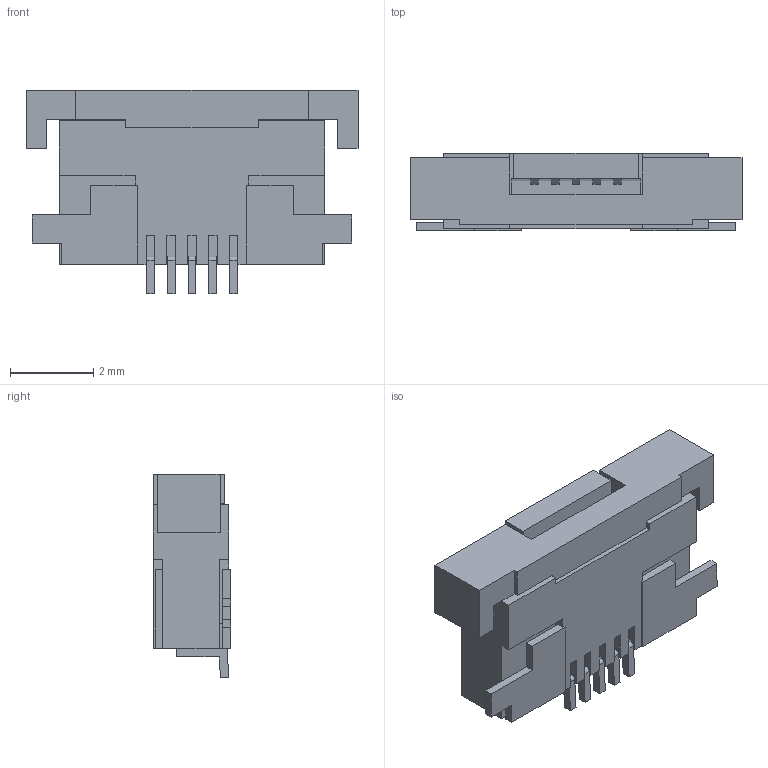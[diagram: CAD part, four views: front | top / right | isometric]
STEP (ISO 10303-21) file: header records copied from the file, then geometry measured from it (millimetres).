
FILE_DESCRIPTION((''),'2;1');
FILE_NAME('ISFV5R_4STLF','2007-09-03T',('ShoujiR'),(''),'PRO/ENGINEER BY PARAMETRIC TECHNOLOGY CORPORATION, 2005230','PRO/ENGINEER BY PARAMETRIC TECHNOLOGY CORPORATION, 2005230','');
FILE_SCHEMA(('CONFIG_CONTROL_DESIGN'));
Length unit declared in the file: millimetre
Products named in the file (1): ISFV5R_4STLF
Bounding box: 8 x 1.87 x 4.9 mm (x, y, z)
Volume: 45.9 mm3; surface area: 158.3 mm2
Topology: 1 solids, 1 shells, 189 faces, 559 edges, 372 vertices
Faces by surface type: plane 184, cylinder 5
Entity records: 6225 total; most frequent: CARTESIAN_POINT 1120, ORIENTED_EDGE 1118, DIRECTION 947, EDGE_CURVE 559, VECTOR 549, LINE 549, VERTEX_POINT 372, AXIS2_PLACEMENT_3D 199
